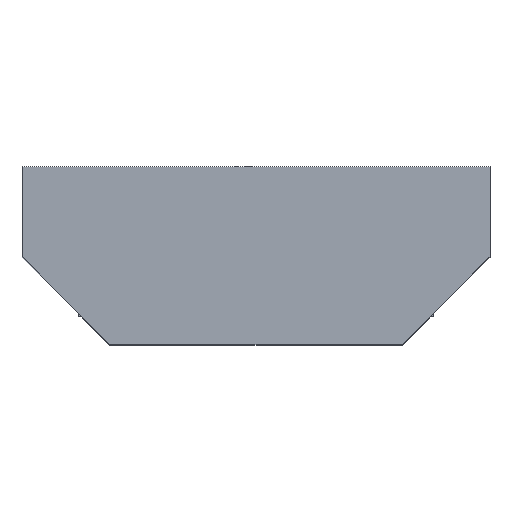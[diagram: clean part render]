
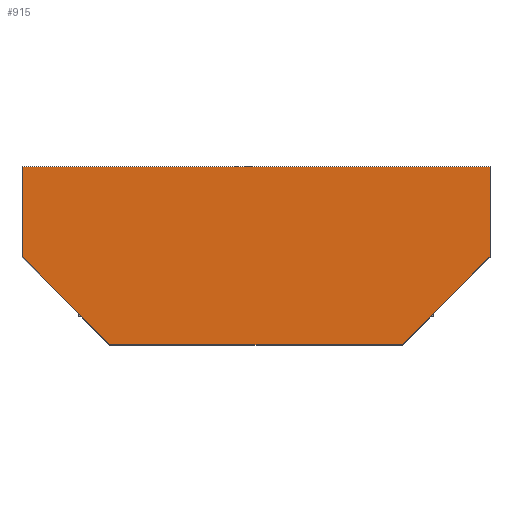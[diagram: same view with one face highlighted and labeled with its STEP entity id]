
A CAD part, top view. The second image highlights one B-rep face of the part: STEP entity #915.
In plain terms, the highlighted planar face has unit normal (0, 0, 1).
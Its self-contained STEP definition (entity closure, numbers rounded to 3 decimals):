
#57=FACE_OUTER_BOUND('',#107,.T.);
#107=EDGE_LOOP('',(#743,#744,#745,#746,#747,#748));
#209=LINE('',#1396,#335);
#210=LINE('',#1398,#336);
#211=LINE('',#1400,#337);
#212=LINE('',#1402,#338);
#213=LINE('',#1404,#339);
#214=LINE('',#1405,#340);
#335=VECTOR('',#1140,0.77);
#336=VECTOR('',#1141,1.061);
#337=VECTOR('',#1142,2.5);
#338=VECTOR('',#1143,1.061);
#339=VECTOR('',#1144,0.77);
#340=VECTOR('',#1145,4.);
#437=VERTEX_POINT('',#1394);
#438=VERTEX_POINT('',#1395);
#439=VERTEX_POINT('',#1397);
#440=VERTEX_POINT('',#1399);
#441=VERTEX_POINT('',#1401);
#442=VERTEX_POINT('',#1403);
#545=EDGE_CURVE('',#437,#438,#209,.T.);
#546=EDGE_CURVE('',#439,#437,#210,.T.);
#547=EDGE_CURVE('',#440,#439,#211,.T.);
#548=EDGE_CURVE('',#441,#440,#212,.T.);
#549=EDGE_CURVE('',#442,#441,#213,.T.);
#550=EDGE_CURVE('',#438,#442,#214,.T.);
#743=ORIENTED_EDGE('',*,*,#545,.F.);
#744=ORIENTED_EDGE('',*,*,#546,.F.);
#745=ORIENTED_EDGE('',*,*,#547,.F.);
#746=ORIENTED_EDGE('',*,*,#548,.F.);
#747=ORIENTED_EDGE('',*,*,#549,.F.);
#748=ORIENTED_EDGE('',*,*,#550,.F.);
#868=PLANE('',#977);
#915=ADVANCED_FACE('',(#57),#868,.T.);
#977=AXIS2_PLACEMENT_3D('',#1393,#1138,#1139);
#1138=DIRECTION('center_axis',(0.,0.,1.));
#1139=DIRECTION('ref_axis',(-1.,0.,0.));
#1140=DIRECTION('',(0.,1.,0.));
#1141=DIRECTION('',(-0.707,0.707,0.));
#1142=DIRECTION('',(-1.,0.,0.));
#1143=DIRECTION('',(-0.707,-0.707,0.));
#1144=DIRECTION('',(0.,-1.,0.));
#1145=DIRECTION('',(1.,0.,0.));
#1393=CARTESIAN_POINT('Origin',(2.04,0.54,5.75));
#1394=CARTESIAN_POINT('',(-2.,-0.27,5.75));
#1395=CARTESIAN_POINT('',(-2.,0.5,5.75));
#1396=CARTESIAN_POINT('',(-2.,-0.27,5.75));
#1397=CARTESIAN_POINT('',(-1.25,-1.02,5.75));
#1398=CARTESIAN_POINT('',(-1.25,-1.02,5.75));
#1399=CARTESIAN_POINT('',(1.25,-1.02,5.75));
#1400=CARTESIAN_POINT('',(1.25,-1.02,5.75));
#1401=CARTESIAN_POINT('',(2.,-0.27,5.75));
#1402=CARTESIAN_POINT('',(2.,-0.27,5.75));
#1403=CARTESIAN_POINT('',(2.,0.5,5.75));
#1404=CARTESIAN_POINT('',(2.,0.5,5.75));
#1405=CARTESIAN_POINT('',(-2.,0.5,5.75));
